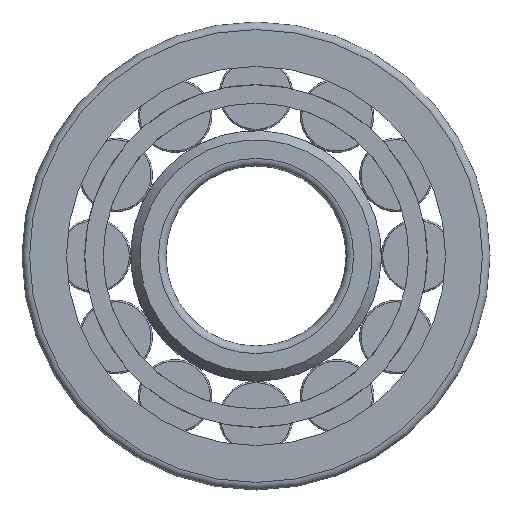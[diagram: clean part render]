
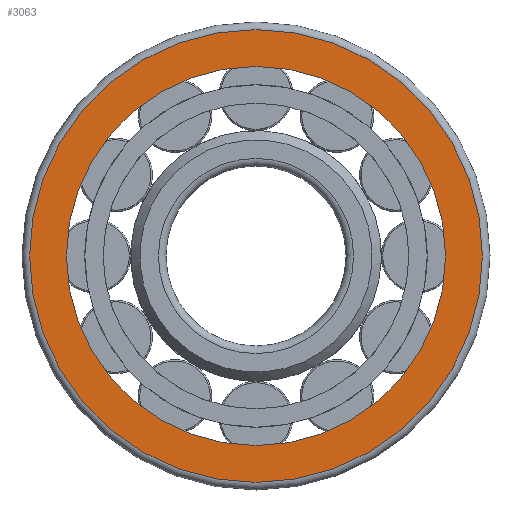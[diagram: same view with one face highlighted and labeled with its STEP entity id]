
A CAD part, left-side view. The second image highlights one B-rep face of the part: STEP entity #3063.
In plain terms, the highlighted planar face has unit normal (-1, 0, 0).
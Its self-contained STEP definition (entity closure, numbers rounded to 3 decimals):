
#16=PLANE('',#3405);
#170=FACE_BOUND('',#452,.T.);
#240=FACE_OUTER_BOUND('',#451,.T.);
#451=EDGE_LOOP('',(#2588));
#452=EDGE_LOOP('',(#2589));
#1011=CIRCLE('',#3280,62.9);
#1013=CIRCLE('',#3283,52.65);
#1480=VERTEX_POINT('',#8811);
#1482=VERTEX_POINT('',#8817);
#1822=EDGE_CURVE('',#1480,#1480,#1011,.T.);
#1825=EDGE_CURVE('',#1482,#1482,#1013,.T.);
#2588=ORIENTED_EDGE('',*,*,#1822,.F.);
#2589=ORIENTED_EDGE('',*,*,#1825,.T.);
#3063=ADVANCED_FACE('',(#240,#170),#16,.T.);
#3280=AXIS2_PLACEMENT_3D('',#8813,#3879,#3880);
#3283=AXIS2_PLACEMENT_3D('',#8819,#3886,#3887);
#3405=AXIS2_PLACEMENT_3D('',#8941,#4130,#4131);
#3879=DIRECTION('center_axis',(1.,0.,0.));
#3880=DIRECTION('ref_axis',(0.,0.,-1.));
#3886=DIRECTION('center_axis',(1.,0.,0.));
#3887=DIRECTION('ref_axis',(0.,0.,1.));
#4130=DIRECTION('center_axis',(-1.,0.,0.));
#4131=DIRECTION('ref_axis',(0.,0.,1.));
#8811=CARTESIAN_POINT('',(-15.5,0.,62.9));
#8813=CARTESIAN_POINT('Origin',(-15.5,0.,0.));
#8817=CARTESIAN_POINT('',(-15.5,0.,-52.65));
#8819=CARTESIAN_POINT('Origin',(-15.5,0.,0.));
#8941=CARTESIAN_POINT('Origin',(-15.5,-62.901,0.));
